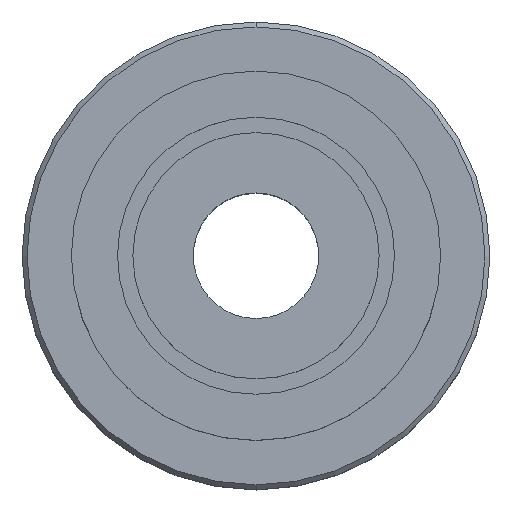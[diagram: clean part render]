
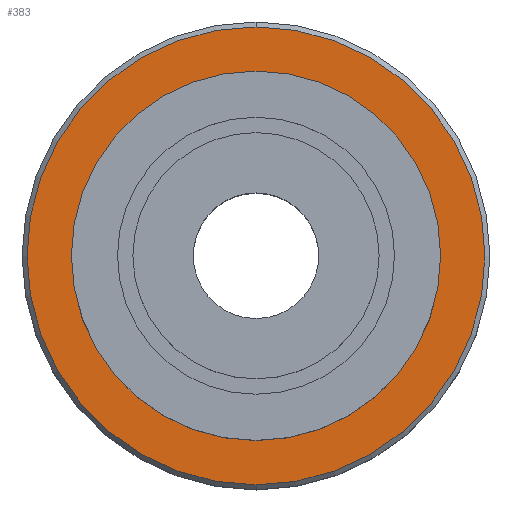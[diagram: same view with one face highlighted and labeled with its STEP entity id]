
A CAD part, top view. The second image highlights one B-rep face of the part: STEP entity #383.
In plain terms, the highlighted face is planar.
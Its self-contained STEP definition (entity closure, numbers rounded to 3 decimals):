
#47 = FACE_OUTER_BOUND ( 'NONE', #1276, .T. ) ;
#55 = FACE_BOUND ( 'NONE', #436, .T. ) ;
#71 = CIRCLE ( 'NONE', #970, 9.3 ) ;
#72 = CIRCLE ( 'NONE', #971, 7.5 ) ;
#135 = EDGE_CURVE ( 'NONE', #528, #617, #260, .T. ) ;
#183 = CIRCLE ( 'NONE', #1033, 7.5 ) ;
#187 = EDGE_CURVE ( 'NONE', #675, #678, #183, .T. ) ;
#258 = DIRECTION ( 'NONE',  ( 0., -1., 0. ) ) ;
#260 = CIRCLE ( 'NONE', #1061, 9.3 ) ;
#261 = CARTESIAN_POINT ( 'NONE',  ( 0., 6.8, 0. ) ) ;
#272 = EDGE_CURVE ( 'NONE', #678, #675, #72, .T. ) ;
#275 = EDGE_CURVE ( 'NONE', #617, #528, #71, .T. ) ;
#295 = DIRECTION ( 'NONE',  ( 0., 0., -1. ) ) ;
#383 = ADVANCED_FACE ( 'NONE', ( #47, #55 ), #912, .T. ) ;
#436 = EDGE_LOOP ( 'NONE', ( #851, #614 ) ) ;
#528 = VERTEX_POINT ( 'NONE', #838 ) ;
#535 = ORIENTED_EDGE ( 'NONE', *, *, #275, .T. ) ;
#614 = ORIENTED_EDGE ( 'NONE', *, *, #272, .T. ) ;
#617 = VERTEX_POINT ( 'NONE', #782 ) ;
#675 = VERTEX_POINT ( 'NONE', #704 ) ;
#678 = VERTEX_POINT ( 'NONE', #699 ) ;
#699 = CARTESIAN_POINT ( 'NONE',  ( 0., 6.8, 7.5 ) ) ;
#704 = CARTESIAN_POINT ( 'NONE',  ( 0., 6.8, -7.5 ) ) ;
#782 = CARTESIAN_POINT ( 'NONE',  ( 0., 6.8, -9.3 ) ) ;
#838 = CARTESIAN_POINT ( 'NONE',  ( 0., 6.8, 9.3 ) ) ;
#850 = ORIENTED_EDGE ( 'NONE', *, *, #135, .T. ) ;
#851 = ORIENTED_EDGE ( 'NONE', *, *, #187, .T. ) ;
#911 = DIRECTION ( 'NONE',  ( 0., 0., 1. ) ) ;
#912 = PLANE ( 'NONE',  #950 ) ;
#926 = CARTESIAN_POINT ( 'NONE',  ( 9.5, 6.8, 0. ) ) ;
#931 = DIRECTION ( 'NONE',  ( 0., 1., 0. ) ) ;
#950 = AXIS2_PLACEMENT_3D ( 'NONE', #926, #931, #911 ) ;
#953 = DIRECTION ( 'NONE',  ( 0., 1., 0. ) ) ;
#970 = AXIS2_PLACEMENT_3D ( 'NONE', #1010, #1007, #1003 ) ;
#971 = AXIS2_PLACEMENT_3D ( 'NONE', #1023, #1022, #1017 ) ;
#972 = DIRECTION ( 'NONE',  ( 0., 0., 1. ) ) ;
#973 = CARTESIAN_POINT ( 'NONE',  ( 0., 6.8, 0. ) ) ;
#1003 = DIRECTION ( 'NONE',  ( 0., 0., 1. ) ) ;
#1007 = DIRECTION ( 'NONE',  ( 0., 1., 0. ) ) ;
#1010 = CARTESIAN_POINT ( 'NONE',  ( 0., 6.8, 0. ) ) ;
#1017 = DIRECTION ( 'NONE',  ( 0., 0., -1. ) ) ;
#1022 = DIRECTION ( 'NONE',  ( 0., -1., 0. ) ) ;
#1023 = CARTESIAN_POINT ( 'NONE',  ( 0., 6.8, 0. ) ) ;
#1033 = AXIS2_PLACEMENT_3D ( 'NONE', #261, #258, #295 ) ;
#1061 = AXIS2_PLACEMENT_3D ( 'NONE', #973, #953, #972 ) ;
#1276 = EDGE_LOOP ( 'NONE', ( #535, #850 ) ) ;
